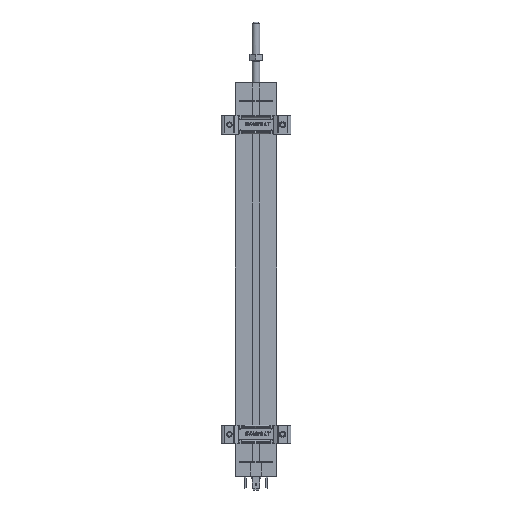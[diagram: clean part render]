
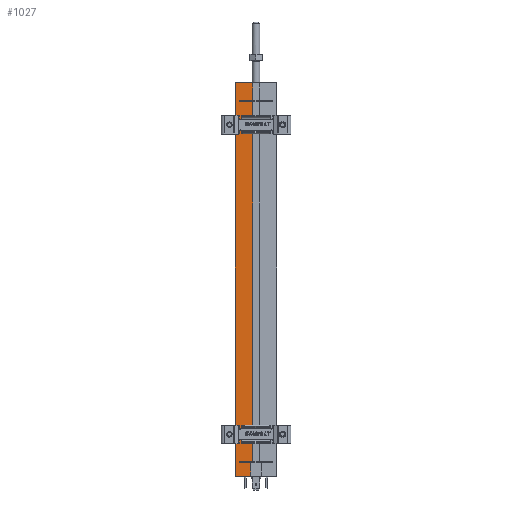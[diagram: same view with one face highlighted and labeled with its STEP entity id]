
A CAD part, front view. The second image highlights one B-rep face of the part: STEP entity #1027.
In plain terms, the highlighted planar face has unit normal (0, -1, 0).
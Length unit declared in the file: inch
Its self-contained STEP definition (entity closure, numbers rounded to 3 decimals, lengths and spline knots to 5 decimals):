
#1027 = ADVANCED_FACE ( 'NONE', ( #42260 ), #72321, .T. ) ;
#1146 = ORIENTED_EDGE ( 'NONE', *, *, #3545, .F. ) ;
#3545 = EDGE_CURVE ( 'NONE', #68520, #67081, #27576, .T. ) ;
#4678 = CARTESIAN_POINT ( 'NONE',  ( 0., 0., 0.60236 ) ) ;
#5337 = EDGE_LOOP ( 'NONE', ( #10834, #39202, #40265, #20559, #16562, #1146, #77768, #26061, #9626, #26887, #26902, #50773 ) ) ;
#6516 = VECTOR ( 'NONE', #57210, 39.37008 ) ;
#7696 = CARTESIAN_POINT ( 'NONE',  ( 0.11811, 0., 0. ) ) ;
#7823 = DIRECTION ( 'NONE',  ( 0., 0., -1. ) ) ;
#8861 = CARTESIAN_POINT ( 'NONE',  ( 0.54134, 0., 0.03937 ) ) ;
#9019 = VECTOR ( 'NONE', #18668, 39.37008 ) ;
#9626 = ORIENTED_EDGE ( 'NONE', *, *, #62920, .F. ) ;
#9821 = VERTEX_POINT ( 'NONE', #26528 ) ;
#10001 = VECTOR ( 'NONE', #62575, 39.37008 ) ;
#10296 = DIRECTION ( 'NONE',  ( 1., 0., 0. ) ) ;
#10834 = ORIENTED_EDGE ( 'NONE', *, *, #57589, .T. ) ;
#10993 = LINE ( 'NONE', #15746, #50302 ) ;
#11438 = DIRECTION ( 'NONE',  ( 0., 0., 1. ) ) ;
#11443 = EDGE_CURVE ( 'NONE', #27122, #67081, #54603, .T. ) ;
#12870 = VERTEX_POINT ( 'NONE', #7696 ) ;
#13018 = VECTOR ( 'NONE', #25220, 39.37008 ) ;
#13164 = EDGE_CURVE ( 'NONE', #71447, #68520, #23682, .T. ) ;
#15176 = CARTESIAN_POINT ( 'NONE',  ( 0.11811, 0., -11.35827 ) ) ;
#15383 = VERTEX_POINT ( 'NONE', #8861 ) ;
#15604 = CARTESIAN_POINT ( 'NONE',  ( 0., 0., 0.03937 ) ) ;
#15746 = CARTESIAN_POINT ( 'NONE',  ( 1.20079, 0., 0. ) ) ;
#16562 = ORIENTED_EDGE ( 'NONE', *, *, #11443, .T. ) ;
#16613 = CARTESIAN_POINT ( 'NONE',  ( 0.09843, 0., 0.03937 ) ) ;
#17055 = VECTOR ( 'NONE', #22024, 39.37008 ) ;
#18668 = DIRECTION ( 'NONE',  ( 1., 0., 0. ) ) ;
#19521 = EDGE_CURVE ( 'NONE', #75676, #41419, #23732, .T. ) ;
#20471 = CARTESIAN_POINT ( 'NONE',  ( 0.54134, 0., 0.03937 ) ) ;
#20559 = ORIENTED_EDGE ( 'NONE', *, *, #49198, .T. ) ;
#20578 = VERTEX_POINT ( 'NONE', #58075 ) ;
#21031 = EDGE_CURVE ( 'NONE', #12870, #9821, #63278, .T. ) ;
#21210 = CARTESIAN_POINT ( 'NONE',  ( 0.54724, 0., 0. ) ) ;
#22024 = DIRECTION ( 'NONE',  ( -1., 0., 0. ) ) ;
#23682 = LINE ( 'NONE', #35183, #13018 ) ;
#23732 = LINE ( 'NONE', #64873, #27043 ) ;
#25220 = DIRECTION ( 'NONE',  ( 1., 0., 0. ) ) ;
#25366 = VECTOR ( 'NONE', #32737, 39.37008 ) ;
#25381 = VECTOR ( 'NONE', #55265, 39.37008 ) ;
#26061 = ORIENTED_EDGE ( 'NONE', *, *, #29403, .T. ) ;
#26528 = CARTESIAN_POINT ( 'NONE',  ( 0.11811, 0., 0.03937 ) ) ;
#26887 = ORIENTED_EDGE ( 'NONE', *, *, #19521, .T. ) ;
#26902 = ORIENTED_EDGE ( 'NONE', *, *, #75385, .T. ) ;
#26913 = CARTESIAN_POINT ( 'NONE',  ( 0.11811, 0., 0.03937 ) ) ;
#27043 = VECTOR ( 'NONE', #11438, 39.37008 ) ;
#27122 = VERTEX_POINT ( 'NONE', #42807 ) ;
#27576 = LINE ( 'NONE', #50114, #25366 ) ;
#29403 = EDGE_CURVE ( 'NONE', #71447, #47432, #62427, .T. ) ;
#29579 = EDGE_CURVE ( 'NONE', #15383, #20578, #57631, .T. ) ;
#32737 = DIRECTION ( 'NONE',  ( 0., 0., -1. ) ) ;
#34206 = DIRECTION ( 'NONE',  ( 0., 0., -1. ) ) ;
#34921 = CARTESIAN_POINT ( 'NONE',  ( 0.48819, 0., -11.35827 ) ) ;
#35183 = CARTESIAN_POINT ( 'NONE',  ( 1.20079, 0., -11.35827 ) ) ;
#38488 = LINE ( 'NONE', #57359, #10001 ) ;
#39202 = ORIENTED_EDGE ( 'NONE', *, *, #29579, .T. ) ;
#39892 = DIRECTION ( 'NONE',  ( -1., 0., 0. ) ) ;
#40265 = ORIENTED_EDGE ( 'NONE', *, *, #61025, .T. ) ;
#40368 = LINE ( 'NONE', #16613, #59870 ) ;
#41419 = VERTEX_POINT ( 'NONE', #21210 ) ;
#42260 = FACE_OUTER_BOUND ( 'NONE', #5337, .T. ) ;
#42807 = CARTESIAN_POINT ( 'NONE',  ( 0., 0., -11.79134 ) ) ;
#47432 = VERTEX_POINT ( 'NONE', #54801 ) ;
#47593 = CARTESIAN_POINT ( 'NONE',  ( 0., 0., -11.79134 ) ) ;
#49198 = EDGE_CURVE ( 'NONE', #56232, #27122, #74650, .T. ) ;
#50114 = CARTESIAN_POINT ( 'NONE',  ( 0.48819, 0., -11.35827 ) ) ;
#50302 = VECTOR ( 'NONE', #39892, 39.37008 ) ;
#50773 = ORIENTED_EDGE ( 'NONE', *, *, #21031, .T. ) ;
#52389 = CARTESIAN_POINT ( 'NONE',  ( 0.54724, 0., -11.3189 ) ) ;
#53529 = AXIS2_PLACEMENT_3D ( 'NONE', #15604, #56692, #34206 ) ;
#54603 = LINE ( 'NONE', #47593, #9019 ) ;
#54801 = CARTESIAN_POINT ( 'NONE',  ( 0.11811, 0., -11.3189 ) ) ;
#55265 = DIRECTION ( 'NONE',  ( 0., 0., 1. ) ) ;
#55576 = CARTESIAN_POINT ( 'NONE',  ( 0., 0., 0.03937 ) ) ;
#56232 = VERTEX_POINT ( 'NONE', #4678 ) ;
#56692 = DIRECTION ( 'NONE',  ( 0., -1., 0. ) ) ;
#57210 = DIRECTION ( 'NONE',  ( 0., 0., 1. ) ) ;
#57359 = CARTESIAN_POINT ( 'NONE',  ( 1.20079, 0., -11.3189 ) ) ;
#57589 = EDGE_CURVE ( 'NONE', #9821, #15383, #40368, .T. ) ;
#57631 = LINE ( 'NONE', #20471, #6516 ) ;
#58075 = CARTESIAN_POINT ( 'NONE',  ( 0.54134, 0., 0.60236 ) ) ;
#59128 = VECTOR ( 'NONE', #7823, 39.37008 ) ;
#59870 = VECTOR ( 'NONE', #10296, 39.37008 ) ;
#61025 = EDGE_CURVE ( 'NONE', #20578, #56232, #76221, .T. ) ;
#62024 = CARTESIAN_POINT ( 'NONE',  ( 0.11811, 0., -11.35827 ) ) ;
#62427 = LINE ( 'NONE', #62024, #25381 ) ;
#62482 = DIRECTION ( 'NONE',  ( 0., 0., 1. ) ) ;
#62575 = DIRECTION ( 'NONE',  ( -1., 0., 0. ) ) ;
#62775 = CARTESIAN_POINT ( 'NONE',  ( 0.48819, 0., -11.79134 ) ) ;
#62920 = EDGE_CURVE ( 'NONE', #75676, #47432, #38488, .T. ) ;
#63278 = LINE ( 'NONE', #26913, #70221 ) ;
#64873 = CARTESIAN_POINT ( 'NONE',  ( 0.54724, 0., -11.3189 ) ) ;
#67081 = VERTEX_POINT ( 'NONE', #62775 ) ;
#68520 = VERTEX_POINT ( 'NONE', #34921 ) ;
#70221 = VECTOR ( 'NONE', #62482, 39.37008 ) ;
#71068 = CARTESIAN_POINT ( 'NONE',  ( 0., 0., 0.60236 ) ) ;
#71447 = VERTEX_POINT ( 'NONE', #15176 ) ;
#72321 = PLANE ( 'NONE',  #53529 ) ;
#74650 = LINE ( 'NONE', #55576, #59128 ) ;
#75385 = EDGE_CURVE ( 'NONE', #41419, #12870, #10993, .T. ) ;
#75676 = VERTEX_POINT ( 'NONE', #52389 ) ;
#76221 = LINE ( 'NONE', #71068, #17055 ) ;
#77768 = ORIENTED_EDGE ( 'NONE', *, *, #13164, .F. ) ;
